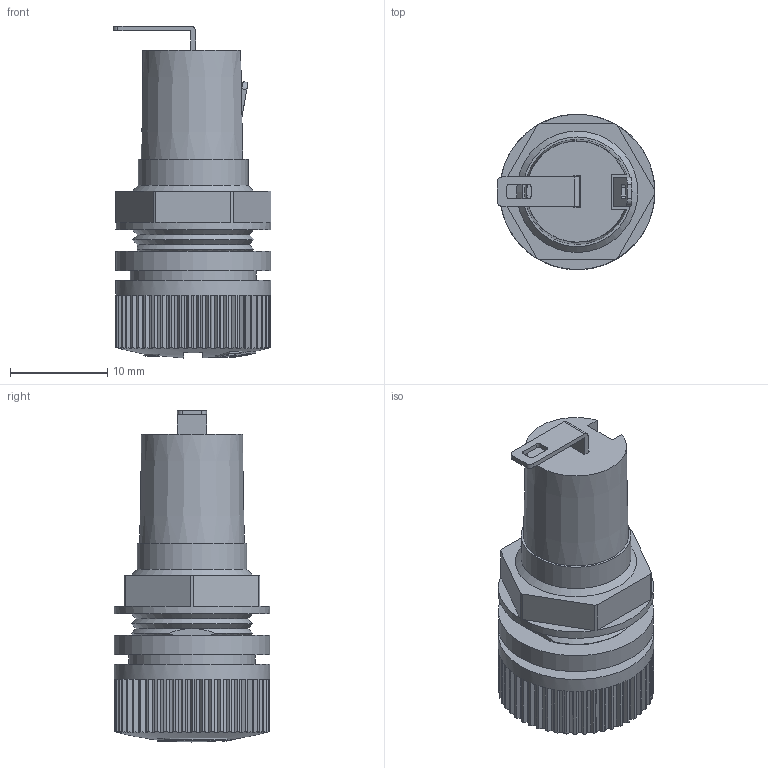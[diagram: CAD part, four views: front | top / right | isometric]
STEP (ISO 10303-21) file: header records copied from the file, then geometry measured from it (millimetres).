
FILE_DESCRIPTION(/* description */ ('Unknown'),/* implementation_level */ '2;1');
FILE_NAME(/* name */ '696211001102',/* time_stamp */ '2016-06-16T10:03:22+02:00',/* author */ ('Unknown'),/* organization */ ('Unknown'),/* preprocessor_version */ 'ST-DEVELOPER v16.7',/* originating_system */ 'DEX',/* authorisation */ $);
FILE_SCHEMA (('AUTOMOTIVE_DESIGN {1 0 10303 214 3 1 1}'));
Length unit declared in the file: millimetre
Products named in the file (1): 696211001102 - PTF_30
Bounding box: 16.25 x 16 x 34.18 mm (x, y, z)
Volume: 4180.5 mm3; surface area: 2311.7 mm2
Topology: 1 solids, 1 shells, 413 faces, 1188 edges, 791 vertices
Faces by surface type: plane 379, cylinder 21, cone 7, sphere 6
Full cylindrical faces by diameter (mm): 11.3 x1, 13 x1, 16 x3
Entity records: 16752 total; most frequent: DIRECTION 2561, CARTESIAN_POINT 2512, ORIENTED_EDGE 2344, EDGE_CURVE 1172, AXIS2_PLACEMENT_3D 983, VERTEX_POINT 785, LINE 595, VECTOR 595
